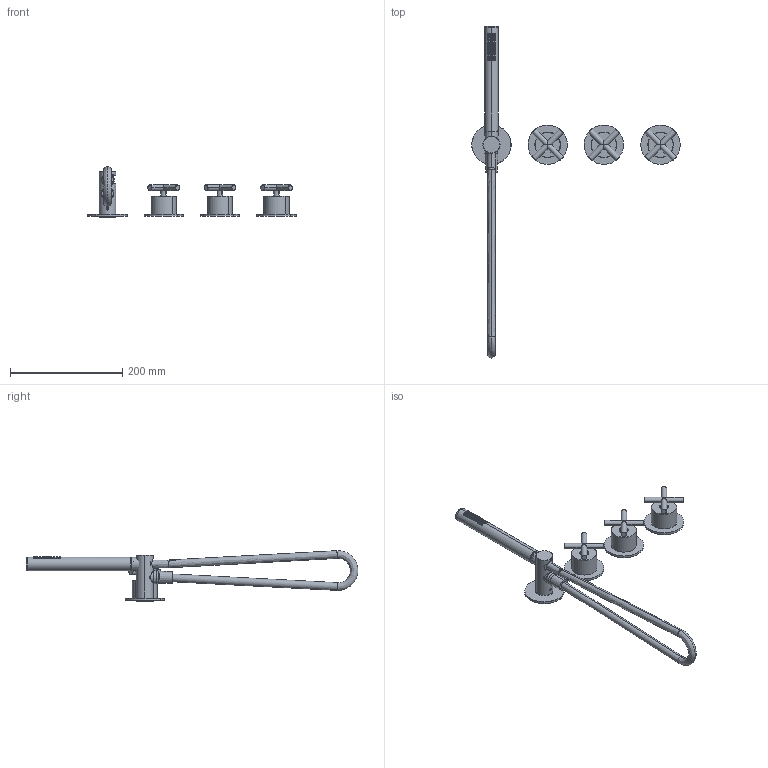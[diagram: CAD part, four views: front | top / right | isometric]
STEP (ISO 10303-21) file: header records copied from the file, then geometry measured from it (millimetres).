
FILE_DESCRIPTION (( 'STEP AP214' ), '1' );
FILE_NAME ('CRX.0006.STEP', '2023-01-06T08:47:39', ( 'Solid' ), ( '' ), 'SwSTEP 2.0', 'SolidWorks 2019', '' );
FILE_SCHEMA (( 'AUTOMOTIVE_DESIGN' ));
Length unit declared in the file: millimetre
Products named in the file (12): 0046.000.03.STEP.STEP.STEP.STEP.STEP; C35.0023.STEP.STEP.STEP.STEP.STEP; MRR.0003.STEP.STEP; CRX.0006; FLEXIVEL_TOMADA__GUA_CILINDRICA_LATERAL_PARA_MON_AO_CHAO.STEP.STEP.STEP.STEP.STEP; 0039.006.00.STEP.STEP.STEP.STEP.STEP; CRW.0006.STEP.STEP.STEP.STEP; CRZ.0006.STEP; 0044.000.25.STEP.STEP.STEP.STEP.STEP; CHUVEIRO MAO.STEP.STEP.STEP.STEP.STEP; MRS.0003.STEP.STEP.STEP; CRUZ CIR
Assembly tree (13 placements, depth 7):
  CRX.0006
    CRZ.0006.STEP
      MRR.0003.STEP.STEP
        MRS.0003.STEP.STEP.STEP
          CRW.0006.STEP.STEP.STEP.STEP
            C35.0023.STEP.STEP.STEP.STEP.STEP
              FLEXIVEL_TOMADA__GUA_CILINDRICA_LATERAL_PARA_MON_AO_CHAO.STEP.STEP.STEP.STEP.STEP
              0044.000.25.STEP.STEP.STEP.STEP.STEP
              0046.000.03.STEP.STEP.STEP.STEP.STEP
              0039.006.00.STEP.STEP.STEP.STEP.STEP
              CHUVEIRO MAO.STEP.STEP.STEP.STEP.STEP
    CRUZ CIR  x3
Bounding box: 370.67 x 590.57 x 90.02 mm (x, y, z)
Volume: 507251.9 mm3; surface area: 146207 mm2
Topology: 13 solids, 13 shells, 856 faces, 2002 edges, 1261 vertices
Faces by surface type: bspline 275, cylinder 270, plane 125, cone 110, torus 72, sphere 4
Entity records: 57991 total; most frequent: CARTESIAN_POINT 41051, ORIENTED_EDGE 3548, DIRECTION 2367, EDGE_CURVE 1774, VERTEX_POINT 1135, AXIS2_PLACEMENT_3D 1031, B_SPLINE_CURVE_WITH_KNOTS 924, EDGE_LOOP 869
